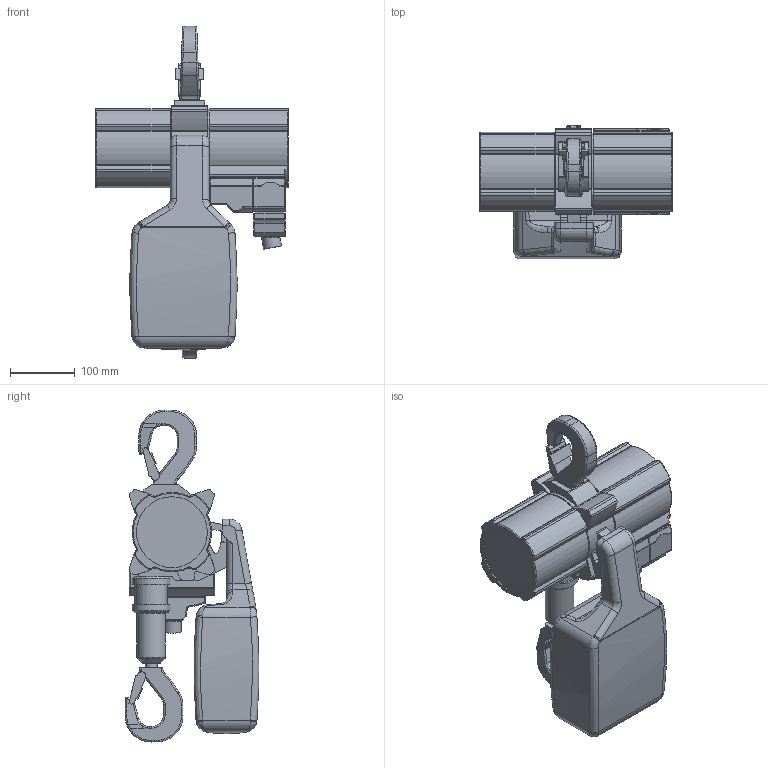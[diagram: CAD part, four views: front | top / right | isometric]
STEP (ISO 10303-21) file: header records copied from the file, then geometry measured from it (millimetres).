
FILE_DESCRIPTION(('STEP AP214'),'1');
FILE_NAME('PMH Profi Lufttelfer 1000 TI.stp','2013-06-25T11:55:06',(' '),(' '),'Spatial InterOp 3D',' ',' ');
FILE_SCHEMA(('automotive_design'));
Length unit declared in the file: metre
Products named in the file (14): PMH Profi Lufttelfer 1000_1 TI; Kettenkasten Typ K I TS; Geraet Profi   025-1 TI LUFT DP; Lasthaken   1T TI; Getriebe TI 25-97; Mittelteil Profi   025-2 TI; Lasthuelse 1T TI mit Haken; Lasthuelse 1T TI; Motor NM1BI LUFT DP; Luftanschluss NM1BI; DP 025-2TI; Steuerventil NM1BI; Motor NM1BI
Assembly tree (13 placements, depth 4):
  PMH Profi Lufttelfer 1000_1 TI
    Kettenkasten Typ K I TS
    Geraet Profi   025-1 TI LUFT DP
      Lasthaken   1T TI
      Getriebe TI 25-97
      Mittelteil Profi   025-2 TI
      Lasthuelse 1T TI mit Haken
        Lasthaken   1T TI
        Lasthuelse 1T TI
      Motor NM1BI LUFT DP
        Luftanschluss NM1BI
        DP 025-2TI
        Steuerventil NM1BI
        Motor NM1BI
Bounding box: 296.7 x 206.12 x 511 mm (x, y, z)
Volume: 8615069.4 mm3; surface area: 532720 mm2
Topology: 10 solids, 10 shells, 842 faces, 2128 edges, 1293 vertices
Faces by surface type: cylinder 424, plane 170, bspline 114, torus 99, sphere 32, cone 3
Full cylindrical faces by diameter (mm): 8 x1, 18.3 x2, 28 x1, 44 x1, 50 x1, 52 x2, 58 x2, 109 x1
Entity records: 42544 total; most frequent: CARTESIAN_POINT 15212, DIRECTION 4636, ORIENTED_EDGE 4174, EDGE_CURVE 2087, AXIS2_PLACEMENT_3D 1920, VERTEX_POINT 1287, CIRCLE 1007, EDGE_LOOP 872
